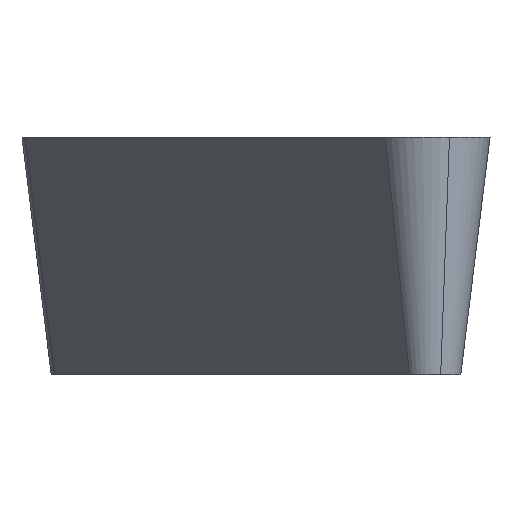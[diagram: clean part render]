
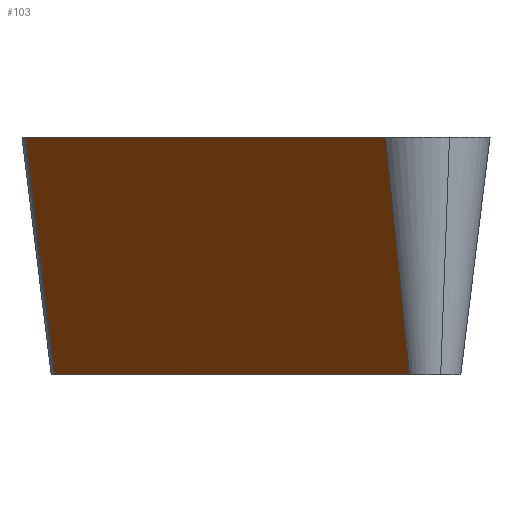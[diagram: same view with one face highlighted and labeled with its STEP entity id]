
A CAD part, front view. The second image highlights one B-rep face of the part: STEP entity #103.
In plain terms, the highlighted planar face has unit normal (-0.813, -0.569, -0.122).
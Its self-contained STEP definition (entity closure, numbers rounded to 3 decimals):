
#62=PLANE('',#512);
#71=LINE('',#1176,#87);
#72=LINE('',#1179,#88);
#73=LINE('',#1201,#89);
#87=VECTOR('',#546,1.);
#88=VECTOR('',#547,1.);
#89=VECTOR('',#548,1.);
#103=ADVANCED_FACE('',(#147),#62,.F.);
#147=FACE_OUTER_BOUND('',#173,.T.);
#173=EDGE_LOOP('',(#215,#216,#217,#218));
#215=ORIENTED_EDGE('',*,*,#385,.T.);
#216=ORIENTED_EDGE('',*,*,#386,.T.);
#217=ORIENTED_EDGE('',*,*,#387,.T.);
#218=ORIENTED_EDGE('',*,*,#388,.F.);
#343=VERTEX_POINT('',#1177);
#344=VERTEX_POINT('',#1178);
#345=VERTEX_POINT('',#1180);
#346=VERTEX_POINT('',#1200);
#385=EDGE_CURVE('',#343,#344,#71,.T.);
#386=EDGE_CURVE('',#344,#345,#72,.T.);
#387=EDGE_CURVE('',#345,#346,#454,.T.);
#388=EDGE_CURVE('',#343,#346,#73,.T.);
#454=B_SPLINE_CURVE_WITH_KNOTS('',3,(#1181,#1182,#1183,#1184,#1185,#1186,
#1187,#1188,#1189,#1190,#1191,#1192,#1193,#1194,#1195,#1196,#1197,#1198,
#1199),.UNSPECIFIED.,.F.,.F.,(4,3,3,3,3,3,4),(0.,0.007,0.184,
0.362,0.58,0.798,1.),.UNSPECIFIED.);
#512=AXIS2_PLACEMENT_3D('',#1202,#549,#550);
#546=DIRECTION('',(0.122,0.038,-0.992));
#547=DIRECTION('',(0.574,-0.819,0.));
#548=DIRECTION('',(0.574,-0.819,0.));
#549=DIRECTION('',(0.813,0.569,0.122));
#550=DIRECTION('',(0.1,0.07,-0.993));
#1176=CARTESIAN_POINT('',(-4.684,-1.602,-0.052));
#1177=CARTESIAN_POINT('',(-4.691,-1.604,0.));
#1178=CARTESIAN_POINT('',(-4.096,-1.417,-4.84));
#1179=CARTESIAN_POINT('',(-3.414,-2.391,-4.84));
#1180=CARTESIAN_POINT('',(3.123,-11.727,-4.84));
#1181=CARTESIAN_POINT('',(3.123,-11.727,-4.84));
#1182=CARTESIAN_POINT('',(3.122,-11.728,-4.828));
#1183=CARTESIAN_POINT('',(3.121,-11.729,-4.817));
#1184=CARTESIAN_POINT('',(3.119,-11.729,-4.805));
#1185=CARTESIAN_POINT('',(3.091,-11.75,-4.519));
#1186=CARTESIAN_POINT('',(3.062,-11.77,-4.233));
#1187=CARTESIAN_POINT('',(3.033,-11.79,-3.947));
#1188=CARTESIAN_POINT('',(3.004,-11.81,-3.661));
#1189=CARTESIAN_POINT('',(2.976,-11.83,-3.375));
#1190=CARTESIAN_POINT('',(2.947,-11.85,-3.09));
#1191=CARTESIAN_POINT('',(2.911,-11.875,-2.737));
#1192=CARTESIAN_POINT('',(2.876,-11.9,-2.385));
#1193=CARTESIAN_POINT('',(2.841,-11.925,-2.033));
#1194=CARTESIAN_POINT('',(2.805,-11.949,-1.681));
#1195=CARTESIAN_POINT('',(2.77,-11.974,-1.329));
#1196=CARTESIAN_POINT('',(2.734,-11.999,-0.977));
#1197=CARTESIAN_POINT('',(2.702,-12.022,-0.651));
#1198=CARTESIAN_POINT('',(2.669,-12.045,-0.326));
#1199=CARTESIAN_POINT('',(2.636,-12.068,0.));
#1200=CARTESIAN_POINT('',(2.636,-12.068,0.));
#1201=CARTESIAN_POINT('',(-3.901,-2.732,0.));
#1202=CARTESIAN_POINT('',(-3.901,-2.732,0.));
